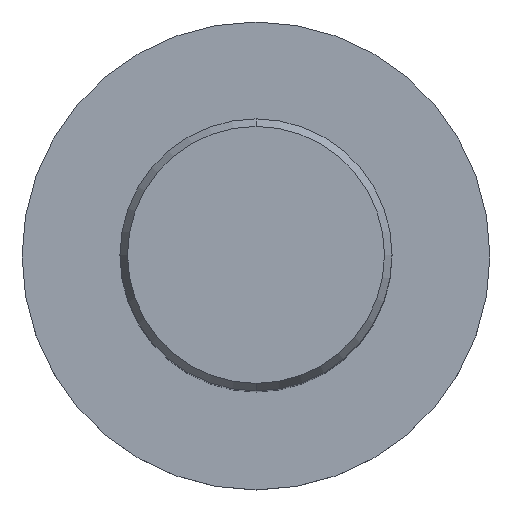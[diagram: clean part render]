
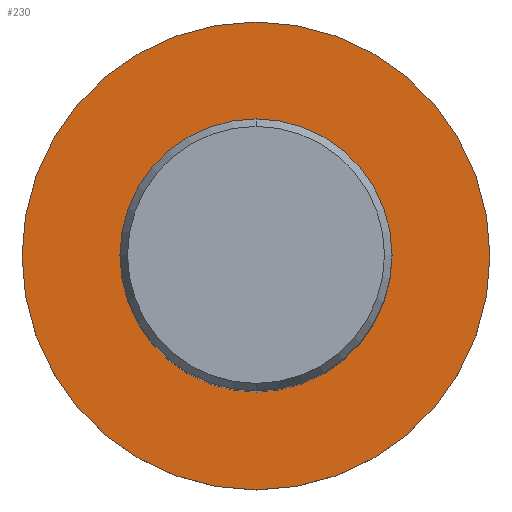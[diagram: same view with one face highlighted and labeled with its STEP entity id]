
A CAD part, top view. The second image highlights one B-rep face of the part: STEP entity #230.
In plain terms, the highlighted planar face has unit normal (0, 0, 1).
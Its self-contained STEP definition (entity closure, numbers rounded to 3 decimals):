
#186=VERTEX_POINT('',#474);
#226=EDGE_CURVE('',#246,#284,#518,.T.);
#228=EDGE_CURVE('',#186,#388,#520,.T.);
#230=ADVANCED_FACE('',(#522,#523),#524,.T.);
#246=VERTEX_POINT('',#542);
#284=VERTEX_POINT('',#582);
#286=EDGE_CURVE('',#388,#186,#584,.T.);
#384=EDGE_CURVE('',#284,#246,#690,.T.);
#388=VERTEX_POINT('',#694);
#474=CARTESIAN_POINT('',(0.,-21.5,-56.0));
#518=CIRCLE('',#917,12.5);
#520=CIRCLE('',#920,21.5);
#522=FACE_BOUND('',#922,.T.);
#523=FACE_OUTER_BOUND('',#923,.T.);
#524=PLANE('',#924);
#542=CARTESIAN_POINT('',(0.,-12.5,-56.0));
#582=CARTESIAN_POINT('',(0.0,12.5,-56.0));
#584=CIRCLE('',#1036,21.5);
#690=CIRCLE('',#1288,12.5);
#694=CARTESIAN_POINT('',(0.0,21.5,-56.0));
#917=AXIS2_PLACEMENT_3D('',#1469,#1470,#1471);
#920=AXIS2_PLACEMENT_3D('',#1472,#1473,#1474);
#922=EDGE_LOOP('',(#1476,#1477));
#923=EDGE_LOOP('',(#1478,#1479));
#924=AXIS2_PLACEMENT_3D('',#1480,#1481,#1482);
#1036=AXIS2_PLACEMENT_3D('',#1528,#1529,#1530);
#1288=AXIS2_PLACEMENT_3D('',#1629,#1630,#1631);
#1469=CARTESIAN_POINT('',(0.0,0.0,-56.0));
#1470=DIRECTION('',(-0.0,0.0,-1.0));
#1471=DIRECTION('',(0.0,1.0,0.0));
#1472=CARTESIAN_POINT('',(0.0,0.0,-56.0));
#1473=DIRECTION('',(0.0,0.0,-1.0));
#1474=DIRECTION('',(0.0,1.0,0.0));
#1476=ORIENTED_EDGE('',*,*,#384,.T.);
#1477=ORIENTED_EDGE('',*,*,#226,.T.);
#1478=ORIENTED_EDGE('',*,*,#286,.F.);
#1479=ORIENTED_EDGE('',*,*,#228,.F.);
#1480=CARTESIAN_POINT('',(0.0,10.75,-56.0));
#1481=DIRECTION('',(-0.0,0.0,1.0));
#1482=DIRECTION('',(0.0,-1.0,0.0));
#1528=CARTESIAN_POINT('',(0.0,0.0,-56.0));
#1529=DIRECTION('',(0.0,0.0,-1.0));
#1530=DIRECTION('',(0.0,1.0,0.0));
#1629=CARTESIAN_POINT('',(0.0,0.0,-56.0));
#1630=DIRECTION('',(-0.0,0.0,-1.0));
#1631=DIRECTION('',(0.0,1.0,0.0));
